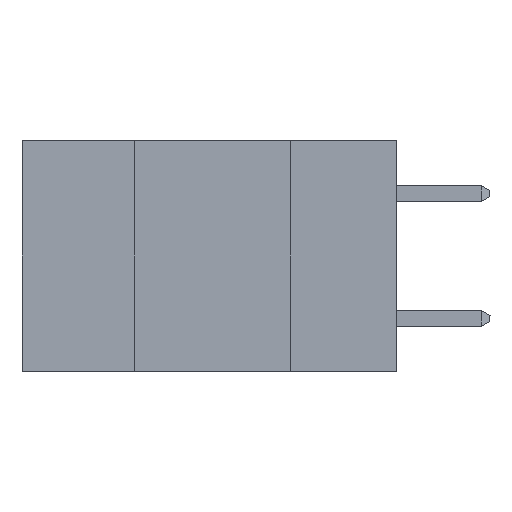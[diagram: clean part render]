
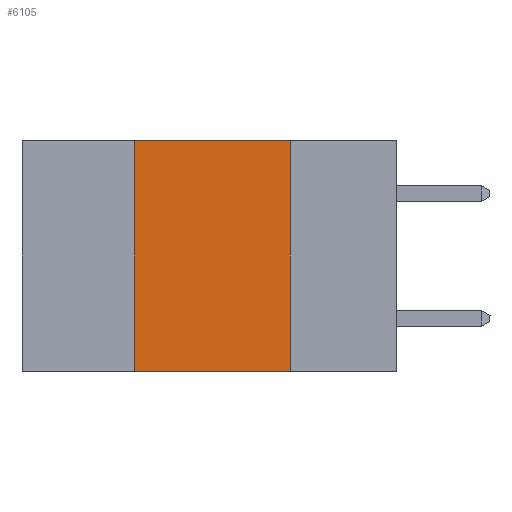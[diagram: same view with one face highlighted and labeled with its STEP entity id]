
A CAD part, left-side view. The second image highlights one B-rep face of the part: STEP entity #6105.
In plain terms, the highlighted planar face has unit normal (-1, 0, 0).
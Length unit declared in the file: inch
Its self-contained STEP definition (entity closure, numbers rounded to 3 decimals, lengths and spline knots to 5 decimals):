
#102 = DIRECTION ( 'NONE',  ( 1., 0., 0. ) ) ;
#368 = VERTEX_POINT ( 'NONE', #4057 ) ;
#2103 = EDGE_CURVE ( 'NONE', #6854, #368, #11627, .T. ) ;
#2422 = CARTESIAN_POINT ( 'NONE',  ( 0., 0.17, -0.37 ) ) ;
#2934 = ORIENTED_EDGE ( 'NONE', *, *, #16334, .F. ) ;
#3745 = LINE ( 'NONE', #9148, #8984 ) ;
#4057 = CARTESIAN_POINT ( 'NONE',  ( 0., 0.42, 0. ) ) ;
#4467 = DIRECTION ( 'NONE',  ( 0., 0., -1. ) ) ;
#4799 = EDGE_CURVE ( 'NONE', #6854, #14763, #22445, .T. ) ;
#4808 = ORIENTED_EDGE ( 'NONE', *, *, #2103, .F. ) ;
#5584 = VECTOR ( 'NONE', #6635, 39.37008 ) ;
#6105 = ADVANCED_FACE ( 'NONE', ( #10671 ), #22926, .F. ) ;
#6635 = DIRECTION ( 'NONE',  ( 0., -1., 0. ) ) ;
#6854 = VERTEX_POINT ( 'NONE', #8046 ) ;
#7478 = DIRECTION ( 'NONE',  ( 0., 0., 1. ) ) ;
#8046 = CARTESIAN_POINT ( 'NONE',  ( 0., 0.42, -0.37 ) ) ;
#8757 = CARTESIAN_POINT ( 'NONE',  ( 0., 0.6, 0. ) ) ;
#8984 = VECTOR ( 'NONE', #9412, 39.37008 ) ;
#9148 = CARTESIAN_POINT ( 'NONE',  ( 0., 0.17, 0. ) ) ;
#9412 = DIRECTION ( 'NONE',  ( 0., 0., -1. ) ) ;
#10671 = FACE_OUTER_BOUND ( 'NONE', #11944, .T. ) ;
#11356 = ORIENTED_EDGE ( 'NONE', *, *, #14925, .F. ) ;
#11627 = LINE ( 'NONE', #24083, #12929 ) ;
#11944 = EDGE_LOOP ( 'NONE', ( #11356, #2934, #4808, #15524 ) ) ;
#12929 = VECTOR ( 'NONE', #7478, 39.37008 ) ;
#14356 = VECTOR ( 'NONE', #24796, 39.37008 ) ;
#14763 = VERTEX_POINT ( 'NONE', #2422 ) ;
#14925 = EDGE_CURVE ( 'NONE', #15642, #14763, #3745, .T. ) ;
#15524 = ORIENTED_EDGE ( 'NONE', *, *, #4799, .T. ) ;
#15567 = AXIS2_PLACEMENT_3D ( 'NONE', #24995, #102, #4467 ) ;
#15642 = VERTEX_POINT ( 'NONE', #21445 ) ;
#16014 = CARTESIAN_POINT ( 'NONE',  ( 0., 0.6, -0.37 ) ) ;
#16334 = EDGE_CURVE ( 'NONE', #368, #15642, #22487, .T. ) ;
#21445 = CARTESIAN_POINT ( 'NONE',  ( 0., 0.17, 0. ) ) ;
#22445 = LINE ( 'NONE', #16014, #14356 ) ;
#22487 = LINE ( 'NONE', #8757, #5584 ) ;
#22926 = PLANE ( 'NONE',  #15567 ) ;
#24083 = CARTESIAN_POINT ( 'NONE',  ( 0., 0.42, 0. ) ) ;
#24796 = DIRECTION ( 'NONE',  ( 0., -1., 0. ) ) ;
#24995 = CARTESIAN_POINT ( 'NONE',  ( 0., 0.6, 0. ) ) ;
